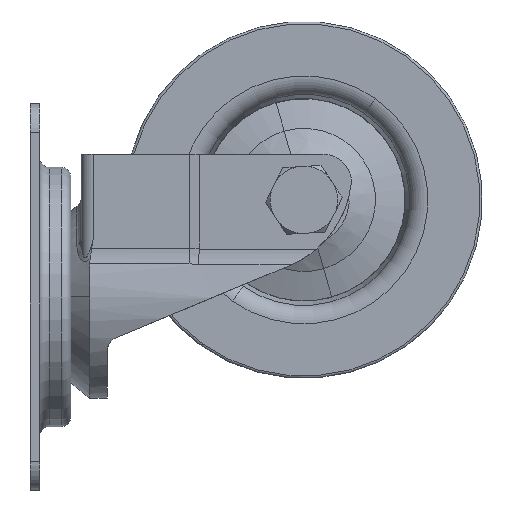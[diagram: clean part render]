
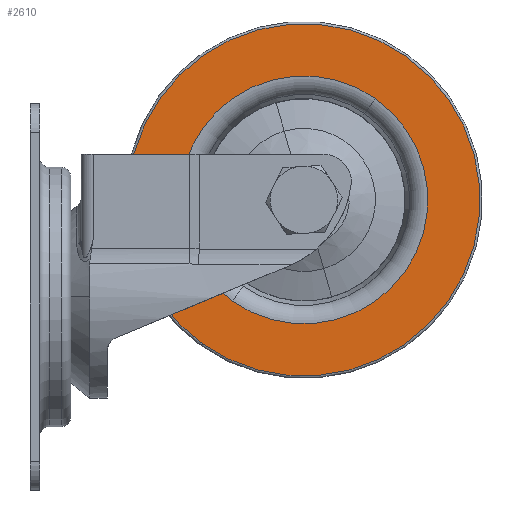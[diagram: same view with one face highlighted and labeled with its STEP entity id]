
A CAD part, left-side view. The second image highlights one B-rep face of the part: STEP entity #2610.
In plain terms, the highlighted face is planar.
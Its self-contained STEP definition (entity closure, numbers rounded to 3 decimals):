
#401 = DIRECTION ( 'NONE',  ( 1., 0., 0. ) ) ;
#460 = ORIENTED_EDGE ( 'NONE', *, *, #3970, .T. ) ;
#878 = EDGE_CURVE ( 'NONE', #1671, #4728, #7406, .T. ) ;
#938 = CIRCLE ( 'NONE', #3126, 37. ) ;
#960 = DIRECTION ( 'NONE',  ( 0., 0., -1. ) ) ;
#964 = CARTESIAN_POINT ( 'NONE',  ( 26.04, 0., 11. ) ) ;
#981 = DIRECTION ( 'NONE',  ( 0., 0., 1. ) ) ;
#1106 = AXIS2_PLACEMENT_3D ( 'NONE', #5024, #960, #6186 ) ;
#1458 = CIRCLE ( 'NONE', #2553, 26.04 ) ;
#1653 = AXIS2_PLACEMENT_3D ( 'NONE', #3321, #4905, #7206 ) ;
#1671 = VERTEX_POINT ( 'NONE', #4305 ) ;
#1909 = AXIS2_PLACEMENT_3D ( 'NONE', #6173, #981, #4486 ) ;
#1956 = CARTESIAN_POINT ( 'NONE',  ( 37., 0., 11. ) ) ;
#2553 = AXIS2_PLACEMENT_3D ( 'NONE', #6194, #5587, #401 ) ;
#2610 = ADVANCED_FACE ( 'NONE', ( #5599, #6135 ), #5007, .T. ) ;
#2613 = EDGE_CURVE ( 'NONE', #3057, #4572, #938, .T. ) ;
#3057 = VERTEX_POINT ( 'NONE', #6841 ) ;
#3126 = AXIS2_PLACEMENT_3D ( 'NONE', #6813, #7346, #6778 ) ;
#3284 = ORIENTED_EDGE ( 'NONE', *, *, #2613, .T. ) ;
#3321 = CARTESIAN_POINT ( 'NONE',  ( 0., 0., 11. ) ) ;
#3905 = EDGE_LOOP ( 'NONE', ( #5301, #6601 ) ) ;
#3970 = EDGE_CURVE ( 'NONE', #4572, #3057, #4461, .T. ) ;
#4023 = EDGE_LOOP ( 'NONE', ( #460, #3284 ) ) ;
#4305 = CARTESIAN_POINT ( 'NONE',  ( -26.04, 0., 11. ) ) ;
#4461 = CIRCLE ( 'NONE', #1653, 37. ) ;
#4486 = DIRECTION ( 'NONE',  ( 1., 0., 0. ) ) ;
#4572 = VERTEX_POINT ( 'NONE', #1956 ) ;
#4728 = VERTEX_POINT ( 'NONE', #964 ) ;
#4905 = DIRECTION ( 'NONE',  ( 0., 0., 1. ) ) ;
#5007 = PLANE ( 'NONE',  #1909 ) ;
#5024 = CARTESIAN_POINT ( 'NONE',  ( 0., 0., 11. ) ) ;
#5301 = ORIENTED_EDGE ( 'NONE', *, *, #7372, .T. ) ;
#5587 = DIRECTION ( 'NONE',  ( 0., 0., -1. ) ) ;
#5599 = FACE_OUTER_BOUND ( 'NONE', #4023, .T. ) ;
#6135 = FACE_BOUND ( 'NONE', #3905, .T. ) ;
#6173 = CARTESIAN_POINT ( 'NONE',  ( 0., 0., 11. ) ) ;
#6186 = DIRECTION ( 'NONE',  ( 1., 0., 0. ) ) ;
#6194 = CARTESIAN_POINT ( 'NONE',  ( 0., 0., 11. ) ) ;
#6601 = ORIENTED_EDGE ( 'NONE', *, *, #878, .T. ) ;
#6778 = DIRECTION ( 'NONE',  ( 1., 0., 0. ) ) ;
#6813 = CARTESIAN_POINT ( 'NONE',  ( 0., 0., 11. ) ) ;
#6841 = CARTESIAN_POINT ( 'NONE',  ( -37., 0., 11. ) ) ;
#7206 = DIRECTION ( 'NONE',  ( 1., 0., 0. ) ) ;
#7346 = DIRECTION ( 'NONE',  ( 0., 0., 1. ) ) ;
#7372 = EDGE_CURVE ( 'NONE', #4728, #1671, #1458, .T. ) ;
#7406 = CIRCLE ( 'NONE', #1106, 26.04 ) ;
